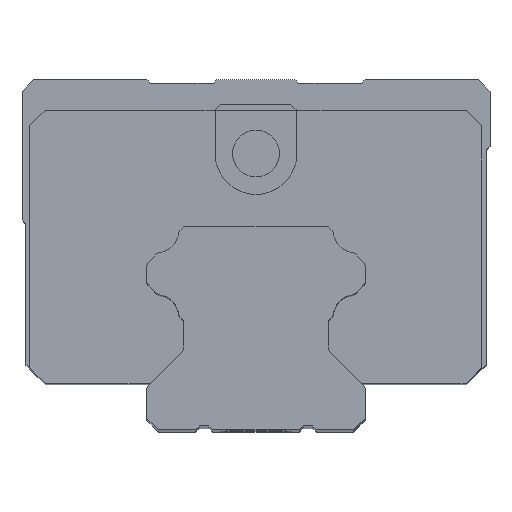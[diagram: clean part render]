
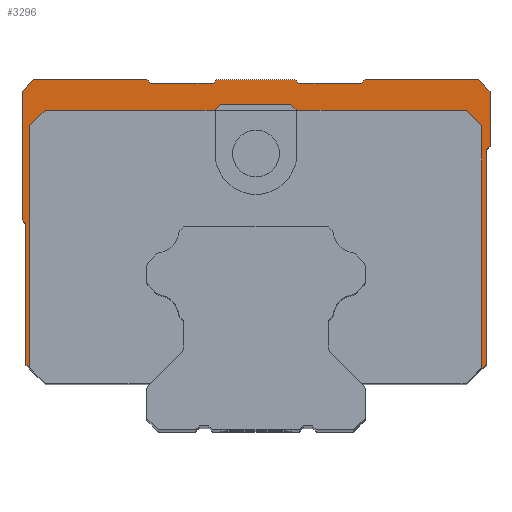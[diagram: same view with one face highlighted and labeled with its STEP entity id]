
A CAD part, top view. The second image highlights one B-rep face of the part: STEP entity #3296.
In plain terms, the highlighted planar face has unit normal (0, 0, 1).
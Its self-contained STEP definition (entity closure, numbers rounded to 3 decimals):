
#336=FACE_OUTER_BOUND('',#513,.T.);
#513=EDGE_LOOP('',(#2526,#2527,#2528,#2529,#2530,#2531,#2532,#2533,#2534,
#2535,#2536,#2537,#2538,#2539,#2540,#2541,#2542,#2543,#2544,#2545,#2546,
#2547,#2548,#2549,#2550,#2551,#2552,#2553,#2554,#2555));
#720=LINE('',#4954,#1058);
#776=LINE('',#5105,#1114);
#794=LINE('',#5145,#1132);
#798=LINE('',#5153,#1136);
#804=LINE('',#5173,#1142);
#805=LINE('',#5176,#1143);
#806=LINE('',#5178,#1144);
#807=LINE('',#5180,#1145);
#808=LINE('',#5182,#1146);
#809=LINE('',#5184,#1147);
#810=LINE('',#5186,#1148);
#811=LINE('',#5188,#1149);
#812=LINE('',#5190,#1150);
#813=LINE('',#5192,#1151);
#814=LINE('',#5194,#1152);
#815=LINE('',#5196,#1153);
#816=LINE('',#5198,#1154);
#817=LINE('',#5200,#1155);
#818=LINE('',#5202,#1156);
#819=LINE('',#5204,#1157);
#820=LINE('',#5206,#1158);
#821=LINE('',#5208,#1159);
#822=LINE('',#5209,#1160);
#823=LINE('',#5210,#1161);
#824=LINE('',#5212,#1162);
#825=LINE('',#5214,#1163);
#826=LINE('',#5215,#1164);
#827=LINE('',#5217,#1165);
#828=LINE('',#5219,#1166);
#829=LINE('',#5220,#1167);
#1058=VECTOR('',#3912,10.);
#1114=VECTOR('',#4082,0.076);
#1132=VECTOR('',#4112,21.7);
#1136=VECTOR('',#4116,21.7);
#1142=VECTOR('',#4140,2.829);
#1143=VECTOR('',#4143,3.536);
#1144=VECTOR('',#4144,27.5);
#1145=VECTOR('',#4145,0.707);
#1146=VECTOR('',#4146,7.);
#1147=VECTOR('',#4147,2.121);
#1148=VECTOR('',#4148,14.5);
#1149=VECTOR('',#4149,0.707);
#1150=VECTOR('',#4150,8.);
#1151=VECTOR('',#4151,0.707);
#1152=VECTOR('',#4152,10.);
#1153=VECTOR('',#4153,0.707);
#1154=VECTOR('',#4154,8.);
#1155=VECTOR('',#4155,0.707);
#1156=VECTOR('',#4156,14.5);
#1157=VECTOR('',#4157,2.121);
#1158=VECTOR('',#4158,16.5);
#1159=VECTOR('',#4159,0.707);
#1160=VECTOR('',#4160,18.);
#1161=VECTOR('',#4161,10.);
#1162=VECTOR('',#4162,1.131);
#1163=VECTOR('',#4163,9.);
#1164=VECTOR('',#4164,1.131);
#1165=VECTOR('',#4165,2.828);
#1166=VECTOR('',#4166,31.);
#1167=VECTOR('',#4167,2.884);
#1410=VERTEX_POINT('',#4951);
#1411=VERTEX_POINT('',#4953);
#1448=VERTEX_POINT('',#5102);
#1449=VERTEX_POINT('',#5104);
#1464=VERTEX_POINT('',#5142);
#1465=VERTEX_POINT('',#5144);
#1468=VERTEX_POINT('',#5150);
#1469=VERTEX_POINT('',#5152);
#1474=VERTEX_POINT('',#5171);
#1475=VERTEX_POINT('',#5175);
#1476=VERTEX_POINT('',#5177);
#1477=VERTEX_POINT('',#5179);
#1478=VERTEX_POINT('',#5181);
#1479=VERTEX_POINT('',#5183);
#1480=VERTEX_POINT('',#5185);
#1481=VERTEX_POINT('',#5187);
#1482=VERTEX_POINT('',#5189);
#1483=VERTEX_POINT('',#5191);
#1484=VERTEX_POINT('',#5193);
#1485=VERTEX_POINT('',#5195);
#1486=VERTEX_POINT('',#5197);
#1487=VERTEX_POINT('',#5199);
#1488=VERTEX_POINT('',#5201);
#1489=VERTEX_POINT('',#5203);
#1490=VERTEX_POINT('',#5205);
#1491=VERTEX_POINT('',#5207);
#1492=VERTEX_POINT('',#5211);
#1493=VERTEX_POINT('',#5213);
#1494=VERTEX_POINT('',#5216);
#1495=VERTEX_POINT('',#5218);
#1758=EDGE_CURVE('',#1410,#1411,#720,.T.);
#1834=EDGE_CURVE('',#1448,#1449,#776,.T.);
#1854=EDGE_CURVE('',#1465,#1464,#794,.T.);
#1858=EDGE_CURVE('',#1469,#1468,#798,.T.);
#1868=EDGE_CURVE('',#1469,#1474,#804,.T.);
#1869=EDGE_CURVE('',#1475,#1448,#805,.T.);
#1870=EDGE_CURVE('',#1476,#1475,#806,.T.);
#1871=EDGE_CURVE('',#1477,#1476,#807,.T.);
#1872=EDGE_CURVE('',#1478,#1477,#808,.T.);
#1873=EDGE_CURVE('',#1479,#1478,#809,.T.);
#1874=EDGE_CURVE('',#1480,#1479,#810,.T.);
#1875=EDGE_CURVE('',#1481,#1480,#811,.T.);
#1876=EDGE_CURVE('',#1482,#1481,#812,.T.);
#1877=EDGE_CURVE('',#1483,#1482,#813,.T.);
#1878=EDGE_CURVE('',#1484,#1483,#814,.T.);
#1879=EDGE_CURVE('',#1485,#1484,#815,.T.);
#1880=EDGE_CURVE('',#1486,#1485,#816,.T.);
#1881=EDGE_CURVE('',#1487,#1486,#817,.T.);
#1882=EDGE_CURVE('',#1488,#1487,#818,.T.);
#1883=EDGE_CURVE('',#1489,#1488,#819,.T.);
#1884=EDGE_CURVE('',#1490,#1489,#820,.T.);
#1885=EDGE_CURVE('',#1491,#1490,#821,.T.);
#1886=EDGE_CURVE('',#1411,#1491,#822,.T.);
#1887=EDGE_CURVE('',#1410,#1474,#823,.T.);
#1888=EDGE_CURVE('',#1492,#1468,#824,.T.);
#1889=EDGE_CURVE('',#1492,#1493,#825,.T.);
#1890=EDGE_CURVE('',#1465,#1493,#826,.T.);
#1891=EDGE_CURVE('',#1494,#1464,#827,.T.);
#1892=EDGE_CURVE('',#1494,#1495,#828,.T.);
#1893=EDGE_CURVE('',#1449,#1495,#829,.T.);
#2526=ORIENTED_EDGE('',*,*,#1834,.F.);
#2527=ORIENTED_EDGE('',*,*,#1869,.F.);
#2528=ORIENTED_EDGE('',*,*,#1870,.F.);
#2529=ORIENTED_EDGE('',*,*,#1871,.F.);
#2530=ORIENTED_EDGE('',*,*,#1872,.F.);
#2531=ORIENTED_EDGE('',*,*,#1873,.F.);
#2532=ORIENTED_EDGE('',*,*,#1874,.F.);
#2533=ORIENTED_EDGE('',*,*,#1875,.F.);
#2534=ORIENTED_EDGE('',*,*,#1876,.F.);
#2535=ORIENTED_EDGE('',*,*,#1877,.F.);
#2536=ORIENTED_EDGE('',*,*,#1878,.F.);
#2537=ORIENTED_EDGE('',*,*,#1879,.F.);
#2538=ORIENTED_EDGE('',*,*,#1880,.F.);
#2539=ORIENTED_EDGE('',*,*,#1881,.F.);
#2540=ORIENTED_EDGE('',*,*,#1882,.F.);
#2541=ORIENTED_EDGE('',*,*,#1883,.F.);
#2542=ORIENTED_EDGE('',*,*,#1884,.F.);
#2543=ORIENTED_EDGE('',*,*,#1885,.F.);
#2544=ORIENTED_EDGE('',*,*,#1886,.F.);
#2545=ORIENTED_EDGE('',*,*,#1758,.F.);
#2546=ORIENTED_EDGE('',*,*,#1887,.T.);
#2547=ORIENTED_EDGE('',*,*,#1868,.F.);
#2548=ORIENTED_EDGE('',*,*,#1858,.T.);
#2549=ORIENTED_EDGE('',*,*,#1888,.F.);
#2550=ORIENTED_EDGE('',*,*,#1889,.T.);
#2551=ORIENTED_EDGE('',*,*,#1890,.F.);
#2552=ORIENTED_EDGE('',*,*,#1854,.T.);
#2553=ORIENTED_EDGE('',*,*,#1891,.F.);
#2554=ORIENTED_EDGE('',*,*,#1892,.T.);
#2555=ORIENTED_EDGE('',*,*,#1893,.F.);
#3162=PLANE('',#3542);
#3296=ADVANCED_FACE('',(#336),#3162,.T.);
#3542=AXIS2_PLACEMENT_3D('',#5174,#4141,#4142);
#3912=DIRECTION('',(-0.707,0.707,0.));
#4082=DIRECTION('',(-1.,0.,0.));
#4112=DIRECTION('',(1.,0.,0.));
#4116=DIRECTION('',(1.,0.,0.));
#4140=DIRECTION('',(-0.707,-0.707,0.));
#4141=DIRECTION('center_axis',(0.,0.,1.));
#4142=DIRECTION('ref_axis',(1.,0.,0.));
#4143=DIRECTION('',(-0.707,-0.707,0.));
#4144=DIRECTION('',(0.,-1.,0.));
#4145=DIRECTION('',(-0.707,-0.707,0.));
#4146=DIRECTION('',(0.,-1.,0.));
#4147=DIRECTION('',(0.707,-0.707,0.));
#4148=DIRECTION('',(1.,0.,0.));
#4149=DIRECTION('',(0.707,0.707,0.));
#4150=DIRECTION('',(1.,0.,0.));
#4151=DIRECTION('',(0.707,-0.707,0.));
#4152=DIRECTION('',(1.,0.,0.));
#4153=DIRECTION('',(0.707,0.707,0.));
#4154=DIRECTION('',(1.,0.,0.));
#4155=DIRECTION('',(0.707,-0.707,0.));
#4156=DIRECTION('',(1.,0.,0.));
#4157=DIRECTION('',(0.707,0.707,0.));
#4158=DIRECTION('',(0.,1.,0.));
#4159=DIRECTION('',(-0.707,0.707,0.));
#4160=DIRECTION('',(0.,1.,0.));
#4161=DIRECTION('',(0.,1.,0.));
#4162=DIRECTION('',(-0.707,-0.707,0.));
#4163=DIRECTION('',(1.,0.,0.));
#4164=DIRECTION('',(-0.707,0.707,0.));
#4165=DIRECTION('',(-0.707,0.707,0.));
#4166=DIRECTION('',(0.,-1.,0.));
#4167=DIRECTION('',(0.707,0.707,0.));
#4951=CARTESIAN_POINT('',(-29.037,-17.963,35.));
#4953=CARTESIAN_POINT('',(-29.5,-17.5,35.));
#4954=CARTESIAN_POINT('',(-26.5,-20.5,35.));
#5102=CARTESIAN_POINT('',(27.,-20.,35.));
#5104=CARTESIAN_POINT('',(26.924,-20.,35.));
#5105=CARTESIAN_POINT('',(27.,-20.,35.));
#5142=CARTESIAN_POINT('',(26.963,15.039,35.));
#5144=CARTESIAN_POINT('',(5.263,15.039,35.));
#5145=CARTESIAN_POINT('',(5.263,15.039,35.));
#5150=CARTESIAN_POINT('',(-5.337,15.039,35.));
#5152=CARTESIAN_POINT('',(-27.037,15.039,35.));
#5153=CARTESIAN_POINT('',(-27.037,15.039,35.));
#5171=CARTESIAN_POINT('',(-29.037,13.039,35.));
#5173=CARTESIAN_POINT('',(-27.037,15.039,35.));
#5174=CARTESIAN_POINT('Origin',(0.,0.,35.));
#5175=CARTESIAN_POINT('',(29.5,-17.5,35.));
#5176=CARTESIAN_POINT('',(29.5,-17.5,35.));
#5177=CARTESIAN_POINT('',(29.5,10.,35.));
#5178=CARTESIAN_POINT('',(29.5,10.,35.));
#5179=CARTESIAN_POINT('',(30.,10.5,35.));
#5180=CARTESIAN_POINT('',(30.,10.5,35.));
#5181=CARTESIAN_POINT('',(30.,17.5,35.));
#5182=CARTESIAN_POINT('',(30.,17.5,35.));
#5183=CARTESIAN_POINT('',(28.5,19.,35.));
#5184=CARTESIAN_POINT('',(28.5,19.,35.));
#5185=CARTESIAN_POINT('',(14.,19.,35.));
#5186=CARTESIAN_POINT('',(14.,19.,35.));
#5187=CARTESIAN_POINT('',(13.5,18.5,35.));
#5188=CARTESIAN_POINT('',(13.5,18.5,35.));
#5189=CARTESIAN_POINT('',(5.5,18.5,35.));
#5190=CARTESIAN_POINT('',(5.5,18.5,35.));
#5191=CARTESIAN_POINT('',(5.,19.,35.));
#5192=CARTESIAN_POINT('',(5.,19.,35.));
#5193=CARTESIAN_POINT('',(-5.,19.,35.));
#5194=CARTESIAN_POINT('',(-5.,19.,35.));
#5195=CARTESIAN_POINT('',(-5.5,18.5,35.));
#5196=CARTESIAN_POINT('',(-5.5,18.5,35.));
#5197=CARTESIAN_POINT('',(-13.5,18.5,35.));
#5198=CARTESIAN_POINT('',(-13.5,18.5,35.));
#5199=CARTESIAN_POINT('',(-14.,19.,35.));
#5200=CARTESIAN_POINT('',(-14.,19.,35.));
#5201=CARTESIAN_POINT('',(-28.5,19.,35.));
#5202=CARTESIAN_POINT('',(-28.5,19.,35.));
#5203=CARTESIAN_POINT('',(-30.,17.5,35.));
#5204=CARTESIAN_POINT('',(-30.,17.5,35.));
#5205=CARTESIAN_POINT('',(-30.,1.,35.));
#5206=CARTESIAN_POINT('',(-30.,1.,35.));
#5207=CARTESIAN_POINT('',(-29.5,0.5,35.));
#5208=CARTESIAN_POINT('',(-29.5,0.5,35.));
#5209=CARTESIAN_POINT('',(-29.5,-17.5,35.));
#5210=CARTESIAN_POINT('',(-29.037,6.52,35.));
#5211=CARTESIAN_POINT('',(-4.537,15.839,35.));
#5212=CARTESIAN_POINT('',(-4.537,15.839,35.));
#5213=CARTESIAN_POINT('',(4.463,15.839,35.));
#5214=CARTESIAN_POINT('',(-4.537,15.839,35.));
#5215=CARTESIAN_POINT('',(5.263,15.039,35.));
#5216=CARTESIAN_POINT('',(28.963,13.039,35.));
#5217=CARTESIAN_POINT('',(28.963,13.039,35.));
#5218=CARTESIAN_POINT('',(28.963,-17.961,35.));
#5219=CARTESIAN_POINT('',(28.963,13.039,35.));
#5220=CARTESIAN_POINT('',(26.924,-20.,35.));
